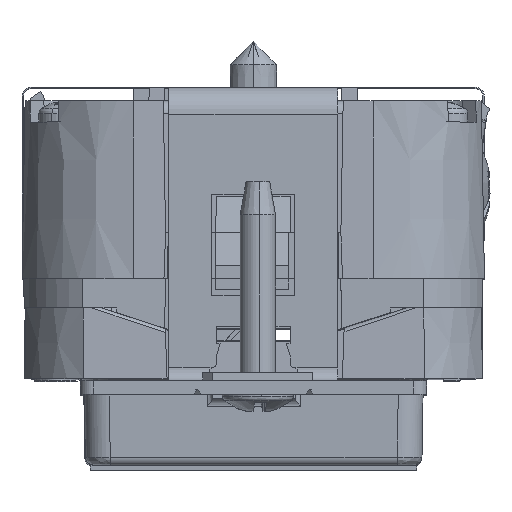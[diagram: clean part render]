
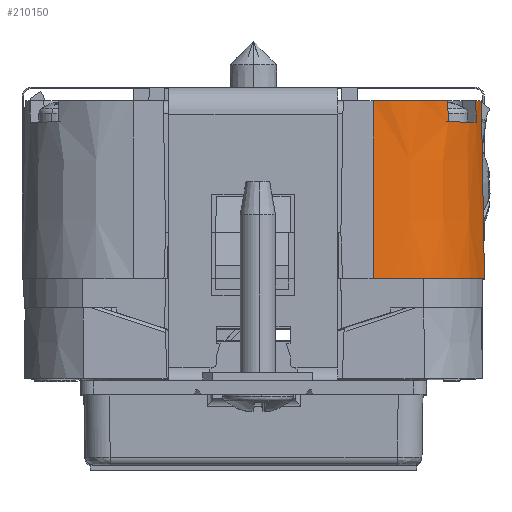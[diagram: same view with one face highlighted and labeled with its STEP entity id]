
A CAD part, top view. The second image highlights one B-rep face of the part: STEP entity #210150.
In plain terms, the highlighted conical face has half-angle 1 degrees and reference radius 10.706 mm.
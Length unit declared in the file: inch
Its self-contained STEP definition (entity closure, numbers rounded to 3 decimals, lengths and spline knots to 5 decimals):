
#2158 = DIRECTION ( 'NONE',  ( 0., 0., -1. ) ) ;
#3104 = CIRCLE ( 'NONE', #354529, 0.4215 ) ;
#14262 = VECTOR ( 'NONE', #81026, 39.37008 ) ;
#15743 = CARTESIAN_POINT ( 'NONE',  ( -0.63562, -0.48107, 2.76119 ) ) ;
#17613 = EDGE_LOOP ( 'NONE', ( #245605, #191791, #270456, #228216, #43346, #184033, #239539, #175467 ) ) ;
#23480 = B_SPLINE_CURVE_WITH_KNOTS ( 'NONE', 3,
 ( #189140, #362540, #310256, #224455 ),
 .UNSPECIFIED., .F., .F.,
 ( 4, 4 ),
 ( 0.01225, 0.01428 ),
 .UNSPECIFIED. ) ;
#36033 = CIRCLE ( 'NONE', #250642, 0.43326 ) ;
#36477 = CARTESIAN_POINT ( 'NONE',  ( -0.63562, 0.19293, 2.74943 ) ) ;
#43346 = ORIENTED_EDGE ( 'NONE', *, *, #267112, .F. ) ;
#46196 = DIRECTION ( 'NONE',  ( 0., -1., 0. ) ) ;
#47135 = DIRECTION ( 'NONE',  ( 0., 0., -1. ) ) ;
#48836 = CARTESIAN_POINT ( 'NONE',  ( -0.22562, 0.19293, 2.42571 ) ) ;
#51985 = CONICAL_SURFACE ( 'NONE', #176830, 0.4215, 0.017 ) ;
#61663 = VERTEX_POINT ( 'NONE', #262327 ) ;
#64021 = DIRECTION ( 'NONE',  ( 0., -1., 0. ) ) ;
#69516 = CARTESIAN_POINT ( 'NONE',  ( -0.24607, 0.19293, 2.48889 ) ) ;
#78671 = CARTESIAN_POINT ( 'NONE',  ( -0.2217, -0.03174, 2.42617 ) ) ;
#81026 = DIRECTION ( 'NONE',  ( 0., 1., -0.017 ) ) ;
#82137 = CARTESIAN_POINT ( 'NONE',  ( -0.63562, 0.19293, 2.32793 ) ) ;
#84203 = CARTESIAN_POINT ( 'NONE',  ( -0.21778, -0.2564, 2.42663 ) ) ;
#89337 = CIRCLE ( 'NONE', #136849, 0.4215 ) ;
#93050 = B_SPLINE_CURVE_WITH_KNOTS ( 'NONE', 3,
 ( #110354, #78671, #84203, #311756 ),
 .UNSPECIFIED., .F., .F.,
 ( 4, 4 ),
 ( 0., 0.01712 ),
 .UNSPECIFIED. ) ;
#107158 = LINE ( 'NONE', #303046, #14262 ) ;
#110354 = CARTESIAN_POINT ( 'NONE',  ( -0.22562, 0.19293, 2.42571 ) ) ;
#113750 = DIRECTION ( 'NONE',  ( 0., 1., 0. ) ) ;
#121664 = VERTEX_POINT ( 'NONE', #36477 ) ;
#125467 = DIRECTION ( 'NONE',  ( 0., 0., -1. ) ) ;
#125521 = DIRECTION ( 'NONE',  ( 0., 1., 0. ) ) ;
#126398 = VERTEX_POINT ( 'NONE', #15743 ) ;
#129201 = CARTESIAN_POINT ( 'NONE',  ( -0.35291, 0.19293, 2.64055 ) ) ;
#136849 = AXIS2_PLACEMENT_3D ( 'NONE', #175531, #145712, #2158 ) ;
#145712 = DIRECTION ( 'NONE',  ( 0., 1., 0. ) ) ;
#153270 = B_SPLINE_CURVE_WITH_KNOTS ( 'NONE', 3,
 ( #356675, #325078, #244793, #69516 ),
 .UNSPECIFIED., .F., .F.,
 ( 4, 4 ),
 ( 0.01226, 0.01429 ),
 .UNSPECIFIED. ) ;
#175467 = ORIENTED_EDGE ( 'NONE', *, *, #267391, .F. ) ;
#175531 = CARTESIAN_POINT ( 'NONE',  ( -0.63562, 0.19293, 2.32793 ) ) ;
#176830 = AXIS2_PLACEMENT_3D ( 'NONE', #267248, #64021, #125467 ) ;
#184033 = ORIENTED_EDGE ( 'NONE', *, *, #354299, .F. ) ;
#185456 = CIRCLE ( 'NONE', #346293, 0.4229 ) ;
#189140 = CARTESIAN_POINT ( 'NONE',  ( -0.35291, 0.19293, 2.64055 ) ) ;
#191791 = ORIENTED_EDGE ( 'NONE', *, *, #307952, .F. ) ;
#210150 = ADVANCED_FACE ( 'NONE', ( #310902 ), #51985, .T. ) ;
#224455 = CARTESIAN_POINT ( 'NONE',  ( -0.35089, 0.11293, 2.6406 ) ) ;
#228216 = ORIENTED_EDGE ( 'NONE', *, *, #347523, .F. ) ;
#229130 = CARTESIAN_POINT ( 'NONE',  ( -0.24558, 0.11293, 2.49135 ) ) ;
#231309 = DIRECTION ( 'NONE',  ( 0., 0., -1. ) ) ;
#239539 = ORIENTED_EDGE ( 'NONE', *, *, #337068, .F. ) ;
#244793 = CARTESIAN_POINT ( 'NONE',  ( -0.2459, 0.16626, 2.48971 ) ) ;
#245605 = ORIENTED_EDGE ( 'NONE', *, *, #357371, .F. ) ;
#250642 = AXIS2_PLACEMENT_3D ( 'NONE', #353982, #46196, #326011 ) ;
#252372 = VERTEX_POINT ( 'NONE', #129201 ) ;
#262327 = CARTESIAN_POINT ( 'NONE',  ( -0.24607, 0.19293, 2.48889 ) ) ;
#267112 = EDGE_CURVE ( 'NONE', #126398, #121664, #107158, .T. ) ;
#267248 = CARTESIAN_POINT ( 'NONE',  ( -0.63562, 0.19293, 2.32793 ) ) ;
#267391 = EDGE_CURVE ( 'NONE', #61663, #336127, #89337, .T. ) ;
#270456 = ORIENTED_EDGE ( 'NONE', *, *, #297393, .F. ) ;
#272343 = CARTESIAN_POINT ( 'NONE',  ( -0.35089, 0.11293, 2.6406 ) ) ;
#276150 = VERTEX_POINT ( 'NONE', #272343 ) ;
#297393 = EDGE_CURVE ( 'NONE', #252372, #276150, #23480, .T. ) ;
#299020 = CARTESIAN_POINT ( 'NONE',  ( -0.63562, 0.11293, 2.32793 ) ) ;
#303046 = CARTESIAN_POINT ( 'NONE',  ( -0.63562, 0.19293, 2.74943 ) ) ;
#307952 = EDGE_CURVE ( 'NONE', #276150, #335432, #185456, .T. ) ;
#310256 = CARTESIAN_POINT ( 'NONE',  ( -0.35156, 0.1396, 2.64059 ) ) ;
#310902 = FACE_OUTER_BOUND ( 'NONE', #17613, .T. ) ;
#311756 = CARTESIAN_POINT ( 'NONE',  ( -0.21386, -0.48107, 2.42709 ) ) ;
#325078 = CARTESIAN_POINT ( 'NONE',  ( -0.24574, 0.1396, 2.49053 ) ) ;
#326011 = DIRECTION ( 'NONE',  ( 0., 0., -1. ) ) ;
#331517 = VERTEX_POINT ( 'NONE', #339210 ) ;
#335432 = VERTEX_POINT ( 'NONE', #229130 ) ;
#336127 = VERTEX_POINT ( 'NONE', #48836 ) ;
#337068 = EDGE_CURVE ( 'NONE', #336127, #331517, #93050, .T. ) ;
#339210 = CARTESIAN_POINT ( 'NONE',  ( -0.21386, -0.48107, 2.42709 ) ) ;
#346293 = AXIS2_PLACEMENT_3D ( 'NONE', #299020, #125521, #47135 ) ;
#347523 = EDGE_CURVE ( 'NONE', #121664, #252372, #3104, .T. ) ;
#353982 = CARTESIAN_POINT ( 'NONE',  ( -0.63562, -0.48107, 2.32793 ) ) ;
#354299 = EDGE_CURVE ( 'NONE', #331517, #126398, #36033, .T. ) ;
#354529 = AXIS2_PLACEMENT_3D ( 'NONE', #82137, #113750, #231309 ) ;
#356675 = CARTESIAN_POINT ( 'NONE',  ( -0.24558, 0.11293, 2.49135 ) ) ;
#357371 = EDGE_CURVE ( 'NONE', #335432, #61663, #153270, .T. ) ;
#362540 = CARTESIAN_POINT ( 'NONE',  ( -0.35223, 0.16626, 2.64057 ) ) ;
